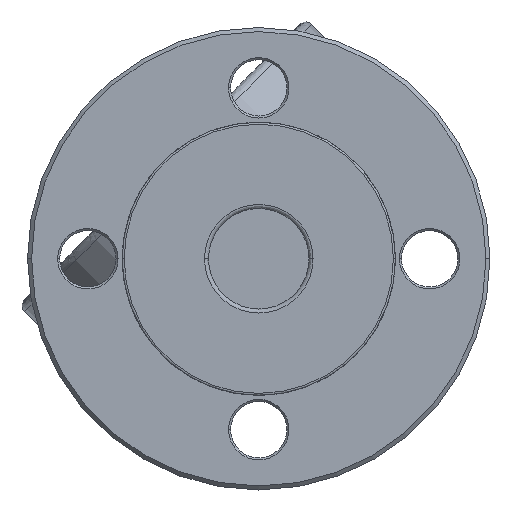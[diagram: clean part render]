
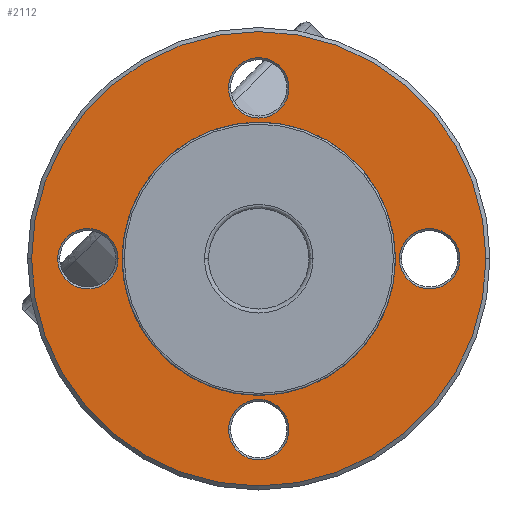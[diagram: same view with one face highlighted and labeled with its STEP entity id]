
A CAD part, front view. The second image highlights one B-rep face of the part: STEP entity #2112.
In plain terms, the highlighted free-form (B-spline) face has degree [1, 1] with [2, 2] control points.
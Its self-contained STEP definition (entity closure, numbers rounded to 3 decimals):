
#36=CARTESIAN_POINT('',(0.,-7.5,0.));
#37=DIRECTION('',(0.,1.,0.));
#38=DIRECTION('',(-1.,0.,0.));
#39=AXIS2_PLACEMENT_3D('',#36,#37,#38);
#41=CARTESIAN_POINT('',(0.,-7.5,0.));
#42=DIRECTION('',(0.,1.,0.));
#43=DIRECTION('',(1.,0.,0.));
#44=AXIS2_PLACEMENT_3D('',#41,#42,#43);
#137=CARTESIAN_POINT('',(0.,-7.5,0.));
#138=DIRECTION('',(0.,-1.,0.));
#139=DIRECTION('',(1.,0.,0.));
#140=AXIS2_PLACEMENT_3D('',#137,#138,#139);
#220=CARTESIAN_POINT('',(0.,-7.5,-42.5));
#221=DIRECTION('',(0.,-1.,0.));
#222=DIRECTION('',(-1.,0.,0.));
#223=AXIS2_PLACEMENT_3D('',#220,#221,#222);
#230=CARTESIAN_POINT('',(0.,-7.5,-42.5));
#231=DIRECTION('',(0.,-1.,0.));
#232=DIRECTION('',(1.,0.,0.));
#233=AXIS2_PLACEMENT_3D('',#230,#231,#232);
#284=CARTESIAN_POINT('',(-42.5,-7.5,0.));
#285=DIRECTION('',(0.,-1.,0.));
#286=DIRECTION('',(-1.,0.,0.));
#287=AXIS2_PLACEMENT_3D('',#284,#285,#286);
#294=CARTESIAN_POINT('',(-42.5,-7.5,0.));
#295=DIRECTION('',(0.,-1.,0.));
#296=DIRECTION('',(1.,0.,0.));
#297=AXIS2_PLACEMENT_3D('',#294,#295,#296);
#348=CARTESIAN_POINT('',(0.,-7.5,42.5));
#349=DIRECTION('',(0.,-1.,0.));
#350=DIRECTION('',(-1.,0.,0.));
#351=AXIS2_PLACEMENT_3D('',#348,#349,#350);
#358=CARTESIAN_POINT('',(0.,-7.5,42.5));
#359=DIRECTION('',(0.,-1.,0.));
#360=DIRECTION('',(1.,0.,0.));
#361=AXIS2_PLACEMENT_3D('',#358,#359,#360);
#412=CARTESIAN_POINT('',(42.5,-7.5,0.));
#413=DIRECTION('',(0.,-1.,0.));
#414=DIRECTION('',(-1.,0.,0.));
#415=AXIS2_PLACEMENT_3D('',#412,#413,#414);
#422=CARTESIAN_POINT('',(42.5,-7.5,0.));
#423=DIRECTION('',(0.,-1.,0.));
#424=DIRECTION('',(1.,0.,0.));
#425=AXIS2_PLACEMENT_3D('',#422,#423,#424);
#1659=CARTESIAN_POINT('',(0.,-7.5,0.));
#1660=DIRECTION('',(0.,1.,0.));
#1661=DIRECTION('',(1.,0.,0.));
#1662=AXIS2_PLACEMENT_3D('',#1659,#1660,#1661);
#1712=CARTESIAN_POINT('',(56.5,-7.5,0.));
#1713=CARTESIAN_POINT('',(-56.5,-7.5,0.));
#1714=VERTEX_POINT('',#1712);
#1715=VERTEX_POINT('',#1713);
#1716=CARTESIAN_POINT('',(35.,-7.5,0.));
#1717=CARTESIAN_POINT('',(50.,-7.5,0.));
#1718=VERTEX_POINT('',#1716);
#1719=VERTEX_POINT('',#1717);
#1724=CARTESIAN_POINT('',(-7.5,-7.5,42.5));
#1725=CARTESIAN_POINT('',(7.5,-7.5,42.5));
#1726=VERTEX_POINT('',#1724);
#1727=VERTEX_POINT('',#1725);
#1732=CARTESIAN_POINT('',(-50.,-7.5,0.));
#1733=CARTESIAN_POINT('',(-35.,-7.5,0.));
#1734=VERTEX_POINT('',#1732);
#1735=VERTEX_POINT('',#1733);
#1740=CARTESIAN_POINT('',(-7.5,-7.5,-42.5));
#1741=CARTESIAN_POINT('',(7.5,-7.5,-42.5));
#1742=VERTEX_POINT('',#1740);
#1743=VERTEX_POINT('',#1741);
#2067=CARTESIAN_POINT('',(-33.975,-7.5,0.));
#2068=CARTESIAN_POINT('',(33.975,-7.5,0.));
#2069=VERTEX_POINT('',#2067);
#2070=VERTEX_POINT('',#2068);
#2071=CARTESIAN_POINT('',(58.76,-7.5,58.776));
#2072=CARTESIAN_POINT('',(58.76,-7.5,-58.776));
#2073=CARTESIAN_POINT('',(-58.76,-7.5,58.776));
#2074=CARTESIAN_POINT('',(-58.76,-7.5,-58.776));
#2075=B_SPLINE_SURFACE_WITH_KNOTS('',1,1,((#2071,#2072),(#2073,#2074)),
.UNSPECIFIED.,.F.,.F.,.F.,(2,2),(2,2),(-58.76,58.76),(-58.776,
58.776),.UNSPECIFIED.);
#2077=ORIENTED_EDGE('',*,*,#2076,.F.);
#2079=ORIENTED_EDGE('',*,*,#2078,.T.);
#2080=EDGE_LOOP('',(#2077,#2079));
#2081=FACE_OUTER_BOUND('',#2080,.F.);
#2083=ORIENTED_EDGE('',*,*,#2082,.F.);
#2085=ORIENTED_EDGE('',*,*,#2084,.F.);
#2086=EDGE_LOOP('',(#2083,#2085));
#2087=FACE_BOUND('',#2086,.F.);
#2089=ORIENTED_EDGE('',*,*,#2088,.T.);
#2091=ORIENTED_EDGE('',*,*,#2090,.T.);
#2092=EDGE_LOOP('',(#2089,#2091));
#2093=FACE_BOUND('',#2092,.F.);
#2095=ORIENTED_EDGE('',*,*,#2094,.T.);
#2097=ORIENTED_EDGE('',*,*,#2096,.T.);
#2098=EDGE_LOOP('',(#2095,#2097));
#2099=FACE_BOUND('',#2098,.F.);
#2101=ORIENTED_EDGE('',*,*,#2100,.T.);
#2103=ORIENTED_EDGE('',*,*,#2102,.T.);
#2104=EDGE_LOOP('',(#2101,#2103));
#2105=FACE_BOUND('',#2104,.F.);
#2107=ORIENTED_EDGE('',*,*,#2106,.T.);
#2109=ORIENTED_EDGE('',*,*,#2108,.T.);
#2110=EDGE_LOOP('',(#2107,#2109));
#2111=FACE_BOUND('',#2110,.F.);
#40=CIRCLE('',#39,33.975);
#45=CIRCLE('',#44,33.975);
#141=CIRCLE('',#140,56.5);
#224=CIRCLE('',#223,7.5);
#234=CIRCLE('',#233,7.5);
#288=CIRCLE('',#287,7.5);
#298=CIRCLE('',#297,7.5);
#352=CIRCLE('',#351,7.5);
#362=CIRCLE('',#361,7.5);
#416=CIRCLE('',#415,7.5);
#426=CIRCLE('',#425,7.5);
#1663=CIRCLE('',#1662,56.5);
#2076=EDGE_CURVE('',#1714,#1715,#141,.T.);
#2078=EDGE_CURVE('',#1714,#1715,#1663,.T.);
#2082=EDGE_CURVE('',#2069,#2070,#40,.T.);
#2084=EDGE_CURVE('',#2070,#2069,#45,.T.);
#2088=EDGE_CURVE('',#1743,#1742,#234,.T.);
#2090=EDGE_CURVE('',#1742,#1743,#224,.T.);
#2094=EDGE_CURVE('',#1735,#1734,#298,.T.);
#2096=EDGE_CURVE('',#1734,#1735,#288,.T.);
#2100=EDGE_CURVE('',#1727,#1726,#362,.T.);
#2102=EDGE_CURVE('',#1726,#1727,#352,.T.);
#2106=EDGE_CURVE('',#1719,#1718,#426,.T.);
#2108=EDGE_CURVE('',#1718,#1719,#416,.T.);
#2112=ADVANCED_FACE('',(#2081,#2087,#2093,#2099,#2105,#2111),#2075,.T.);
